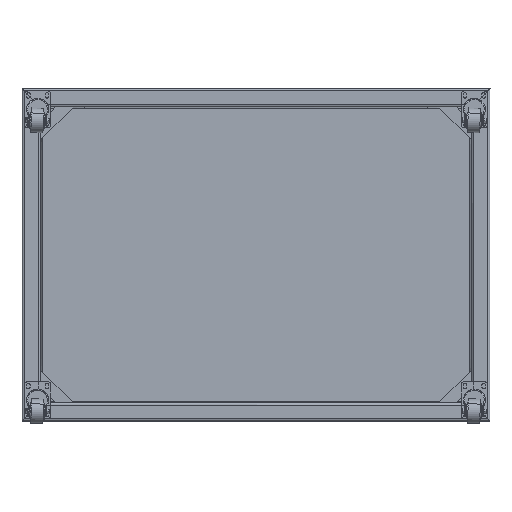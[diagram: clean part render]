
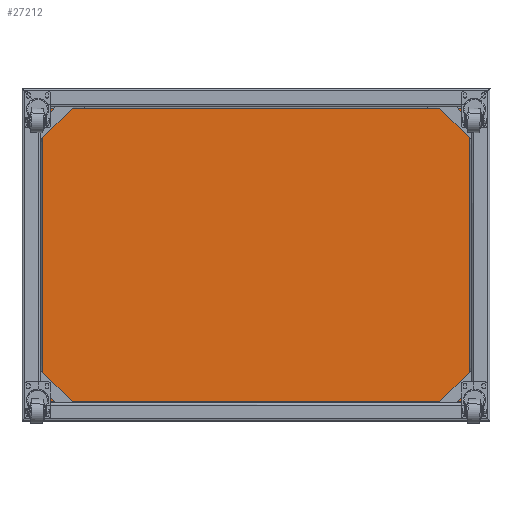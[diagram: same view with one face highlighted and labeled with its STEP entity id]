
A CAD part, front view. The second image highlights one B-rep face of the part: STEP entity #27212.
In plain terms, the highlighted planar face has unit normal (0, -1, 0).
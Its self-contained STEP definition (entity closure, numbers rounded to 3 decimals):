
#464 = VERTEX_POINT ( 'NONE', #11486 ) ;
#726 = ORIENTED_EDGE ( 'NONE', *, *, #13711, .F. ) ;
#1783 = EDGE_LOOP ( 'NONE', ( #726, #22121, #10972, #5027 ) ) ;
#2298 = CARTESIAN_POINT ( 'NONE',  ( -347.5, -15., 237.5 ) ) ;
#2626 = LINE ( 'NONE', #21914, #9721 ) ;
#4372 = DIRECTION ( 'NONE',  ( 0., 0., -1. ) ) ;
#5027 = ORIENTED_EDGE ( 'NONE', *, *, #18357, .F. ) ;
#5584 = DIRECTION ( 'NONE',  ( 0., 0., 1. ) ) ;
#5648 = CARTESIAN_POINT ( 'NONE',  ( 347.5, -15., -237.5 ) ) ;
#6559 = CARTESIAN_POINT ( 'NONE',  ( 347.5, -15., -237.5 ) ) ;
#6900 = DIRECTION ( 'NONE',  ( -1., 0., 0. ) ) ;
#7383 = DIRECTION ( 'NONE',  ( 0., -1., 0. ) ) ;
#7646 = EDGE_CURVE ( 'NONE', #464, #11862, #16596, .T. ) ;
#9721 = VECTOR ( 'NONE', #6900, 1000. ) ;
#10627 = VECTOR ( 'NONE', #4372, 1000. ) ;
#10972 = ORIENTED_EDGE ( 'NONE', *, *, #7646, .F. ) ;
#11486 = CARTESIAN_POINT ( 'NONE',  ( -347.5, -15., -237.5 ) ) ;
#11862 = VERTEX_POINT ( 'NONE', #16143 ) ;
#12273 = LINE ( 'NONE', #2298, #20999 ) ;
#12392 = FACE_OUTER_BOUND ( 'NONE', #1783, .T. ) ;
#13009 = DIRECTION ( 'NONE',  ( 1., 0., 0. ) ) ;
#13222 = VERTEX_POINT ( 'NONE', #13248 ) ;
#13248 = CARTESIAN_POINT ( 'NONE',  ( 347.5, -15., 237.5 ) ) ;
#13711 = EDGE_CURVE ( 'NONE', #13222, #25966, #16331, .T. ) ;
#16143 = CARTESIAN_POINT ( 'NONE',  ( -347.5, -15., 237.5 ) ) ;
#16331 = LINE ( 'NONE', #6559, #10627 ) ;
#16596 = LINE ( 'NONE', #20626, #21622 ) ;
#16852 = AXIS2_PLACEMENT_3D ( 'NONE', #20231, #7383, #22396 ) ;
#17991 = PLANE ( 'NONE',  #16852 ) ;
#18357 = EDGE_CURVE ( 'NONE', #25966, #464, #2626, .T. ) ;
#20231 = CARTESIAN_POINT ( 'NONE',  ( 0., -15., 0. ) ) ;
#20626 = CARTESIAN_POINT ( 'NONE',  ( -347.5, -15., -237.5 ) ) ;
#20864 = EDGE_CURVE ( 'NONE', #11862, #13222, #12273, .T. ) ;
#20999 = VECTOR ( 'NONE', #13009, 1000. ) ;
#21622 = VECTOR ( 'NONE', #5584, 1000. ) ;
#21914 = CARTESIAN_POINT ( 'NONE',  ( -347.5, -15., -237.5 ) ) ;
#22121 = ORIENTED_EDGE ( 'NONE', *, *, #20864, .F. ) ;
#22396 = DIRECTION ( 'NONE',  ( 1., 0., 0. ) ) ;
#25966 = VERTEX_POINT ( 'NONE', #5648 ) ;
#27212 = ADVANCED_FACE ( 'NONE', ( #12392 ), #17991, .T. ) ;
